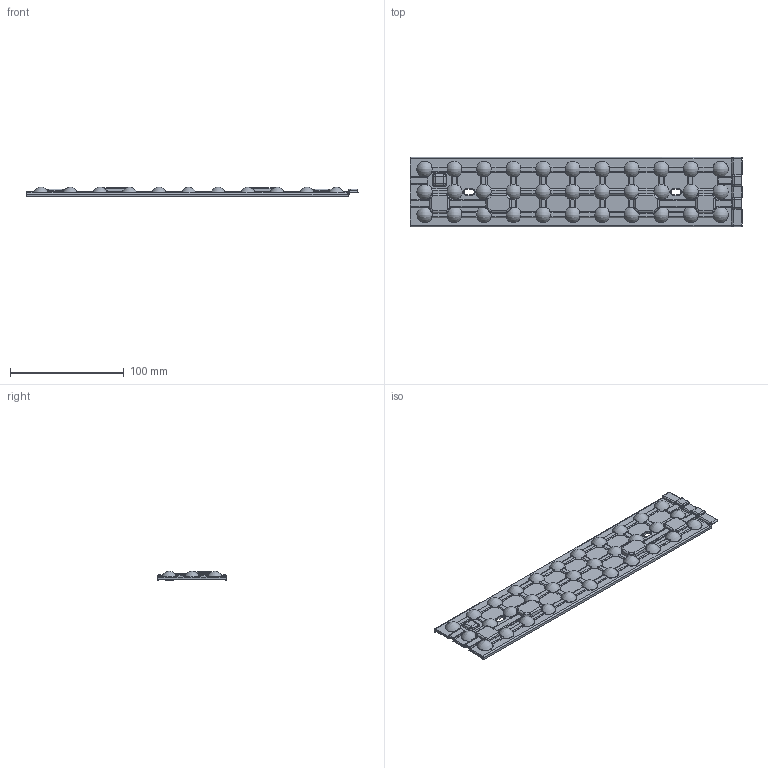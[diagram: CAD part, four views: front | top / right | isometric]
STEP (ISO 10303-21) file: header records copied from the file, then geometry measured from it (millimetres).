
FILE_DESCRIPTION (( 'STEP AP214' ), '1' );
FILE_NAME ('12952_Rev_1_WB_AS-Flange_Customer.STEP', '2015-09-11T10:47:19', ( '' ), ( '' ), 'SwSTEP 2.0', 'SolidWorks 2014', '' );
FILE_SCHEMA (( 'AUTOMOTIVE_DESIGN' ));
Length unit declared in the file: millimetre
Products named in the file (1): 12952_Rev_1_WB_AS-Flange_Customer
Bounding box: 292 x 61 x 8.6 mm (x, y, z)
Volume: 46147.9 mm3; surface area: 43457.4 mm2
Topology: 1 solids, 1 shells, 3485 faces, 8686 edges, 5197 vertices
Faces by surface type: bspline 1512, plane 1123, cylinder 625, sphere 183, cone 30, torus 12
Entity records: 163474 total; most frequent: CARTESIAN_POINT 95830, ORIENTED_EDGE 17204, DIRECTION 9686, EDGE_CURVE 8602, VERTEX_POINT 5197, B_SPLINE_CURVE_WITH_KNOTS 4165, AXIS2_PLACEMENT_3D 3787, EDGE_LOOP 3567
